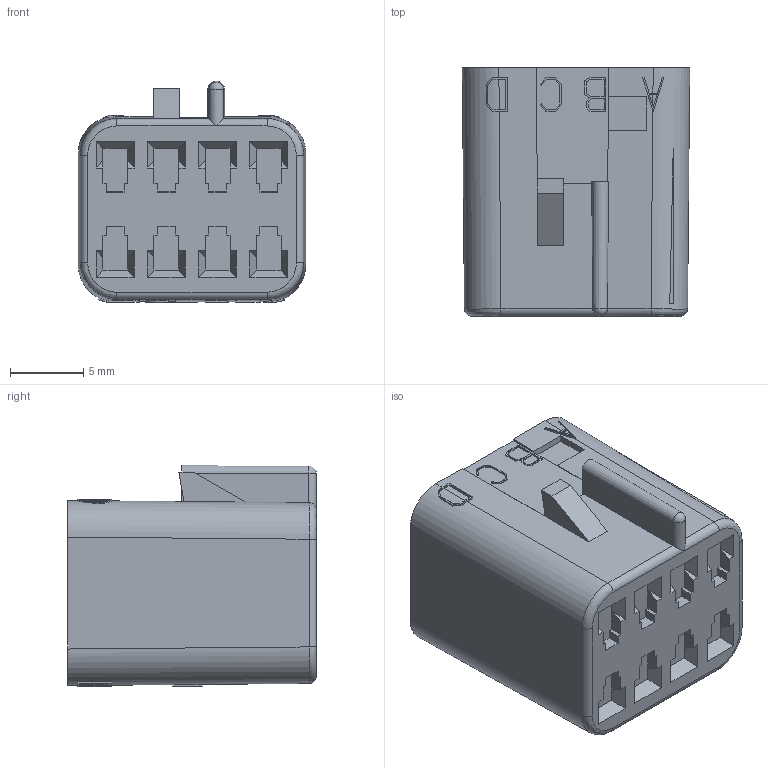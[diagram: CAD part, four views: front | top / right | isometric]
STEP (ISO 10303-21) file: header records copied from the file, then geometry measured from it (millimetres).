
FILE_DESCRIPTION(/* description */ (''),/* implementation_level */ '2;1');
FILE_NAME(/* name */ '12047886-ENV.stp',/* time_stamp */ '2024-07-05T14:37:57+08:00',/* author */ (''),/* organization */ (''),/* preprocessor_version */ 'ST-DEVELOPER v16',/* originating_system */ 'SIEMENS PLM Software NX 11.0',/* authorisation */ '');
FILE_SCHEMA (('AP203_CONFIGURATION_CONTROLLED_3D_DESIGN_OF_MECHANICAL_PARTS_AND_ASSEMBLIES_MIM_LF { 1 0 10303 403 2 1 2}'));
Length unit declared in the file: millimetre
Products named in the file (1): model5
Bounding box: 15.56 x 17 x 15.18 mm (x, y, z)
Volume: 3163.6 mm3; surface area: 1392.5 mm2
Topology: 1 solids, 1 shells, 349 faces, 947 edges, 620 vertices
Faces by surface type: plane 319, cylinder 21, bspline 4, extrusion 3, cone 1, sphere 1
Entity records: 11752 total; most frequent: CARTESIAN_POINT 2058, ORIENTED_EDGE 1892, DIRECTION 1708, EDGE_CURVE 946, VECTOR 828, LINE 825, VERTEX_POINT 621, AXIS2_PLACEMENT_3D 440
